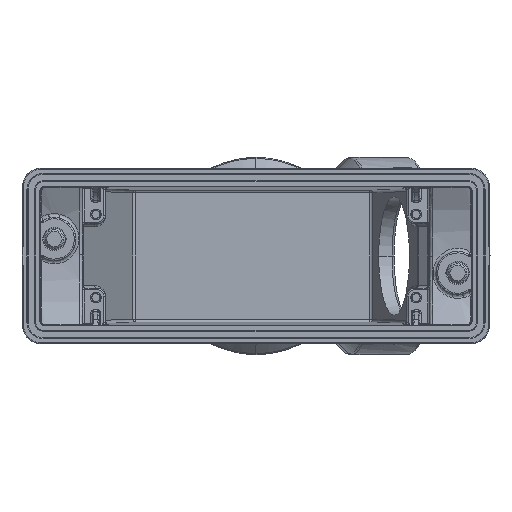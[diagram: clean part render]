
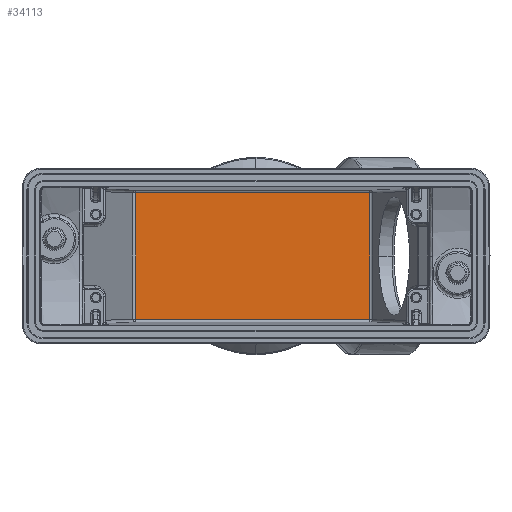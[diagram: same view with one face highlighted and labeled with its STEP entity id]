
A CAD part, front view. The second image highlights one B-rep face of the part: STEP entity #34113.
In plain terms, the highlighted planar face has unit normal (0, -1, 0).
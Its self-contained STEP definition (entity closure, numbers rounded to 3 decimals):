
#21303=DIRECTION('',(1.,0.,0.));
#21304=VECTOR('',#21303,76.066);
#21305=CARTESIAN_POINT('',(-39.068,105.,20.51));
#21306=LINE('',#21305,#21304);
#21307=DIRECTION('',(1.,0.,0.));
#21308=VECTOR('',#21307,76.066);
#21309=CARTESIAN_POINT('',(-39.068,105.,-20.51));
#21310=LINE('',#21309,#21308);
#21325=DIRECTION('',(0.,0.,1.));
#21326=VECTOR('',#21325,41.021);
#21327=CARTESIAN_POINT('',(36.998,105.,-20.51));
#21328=LINE('',#21327,#21326);
#25908=DIRECTION('',(0.,0.,-1.));
#25909=VECTOR('',#25908,41.021);
#25910=CARTESIAN_POINT('',(-39.068,105.,20.51));
#25911=LINE('',#25910,#25909);
#30366=CARTESIAN_POINT('',(36.998,105.,20.51));
#30368=VERTEX_POINT('',#30366);
#30369=CARTESIAN_POINT('',(-39.068,105.,20.51));
#30370=VERTEX_POINT('',#30369);
#30373=CARTESIAN_POINT('',(-39.068,105.,-20.51));
#30374=CARTESIAN_POINT('',(36.998,105.,-20.51));
#30375=VERTEX_POINT('',#30373);
#30376=VERTEX_POINT('',#30374);
#34099=CARTESIAN_POINT('',(-1.035,105.,0.));
#34100=DIRECTION('',(0.,1.,0.));
#34101=DIRECTION('',(-1.,0.,0.));
#34102=AXIS2_PLACEMENT_3D('',#34099,#34100,#34101);
#34103=PLANE('',#34102);
#34105=ORIENTED_EDGE('',*,*,#34104,.F.);
#34107=ORIENTED_EDGE('',*,*,#34106,.F.);
#34108=ORIENTED_EDGE('',*,*,#34089,.T.);
#34110=ORIENTED_EDGE('',*,*,#34109,.F.);
#34111=EDGE_LOOP('',(#34105,#34107,#34108,#34110));
#34112=FACE_OUTER_BOUND('',#34111,.F.);
#34113=ADVANCED_FACE('',(#34112),#34103,.F.);
#34089=EDGE_CURVE('',#30370,#30368,#21306,.T.);
#34104=EDGE_CURVE('',#30375,#30376,#21310,.T.);
#34106=EDGE_CURVE('',#30370,#30375,#25911,.T.);
#34109=EDGE_CURVE('',#30376,#30368,#21328,.T.);
